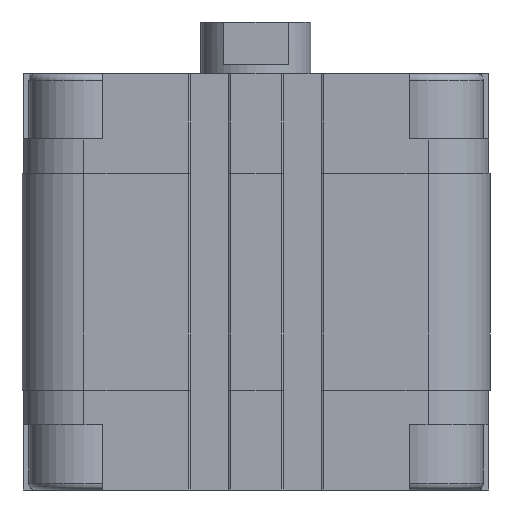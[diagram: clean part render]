
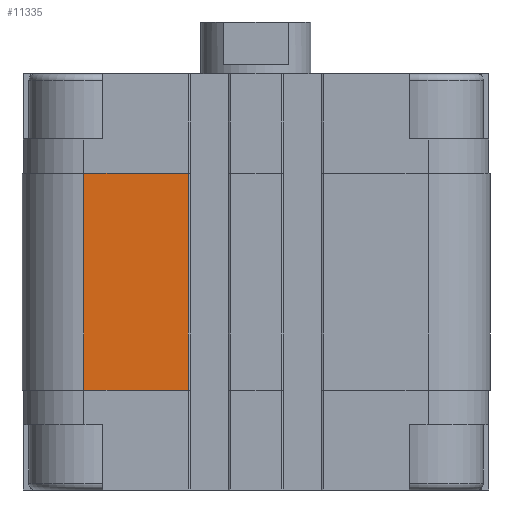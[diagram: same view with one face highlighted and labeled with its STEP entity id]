
A CAD part, front view. The second image highlights one B-rep face of the part: STEP entity #11335.
In plain terms, the highlighted face is planar.
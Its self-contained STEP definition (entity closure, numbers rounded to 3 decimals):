
#231=LINE('',#17196,#1285);
#547=LINE('',#18037,#1601);
#574=LINE('',#18130,#1628);
#575=LINE('',#18132,#1629);
#1285=VECTOR('',#13388,1000.);
#1601=VECTOR('',#14184,1000.);
#1628=VECTOR('',#14325,1000.);
#1629=VECTOR('',#14328,1000.);
#2283=PLANE('',#12268);
#4295=ORIENTED_EDGE('',*,*,#7133,.F.);
#4296=ORIENTED_EDGE('',*,*,#7179,.F.);
#4297=ORIENTED_EDGE('',*,*,#6706,.T.);
#4298=ORIENTED_EDGE('',*,*,#7180,.T.);
#6706=EDGE_CURVE('',#8355,#8354,#231,.T.);
#7133=EDGE_CURVE('',#8639,#8640,#547,.T.);
#7179=EDGE_CURVE('',#8355,#8639,#574,.T.);
#7180=EDGE_CURVE('',#8354,#8640,#575,.T.);
#8354=VERTEX_POINT('',#17195);
#8355=VERTEX_POINT('',#17197);
#8639=VERTEX_POINT('',#18036);
#8640=VERTEX_POINT('',#18038);
#9767=EDGE_LOOP('',(#4295,#4296,#4297,#4298));
#10541=FACE_BOUND('',#9767,.T.);
#11335=ADVANCED_FACE('',(#10541),#2283,.T.);
#12268=AXIS2_PLACEMENT_3D('',#18131,#14326,#14327);
#13388=DIRECTION('',(-1.,0.,0.));
#14184=DIRECTION('',(-1.,0.,0.));
#14325=DIRECTION('',(0.,0.,1.));
#14326=DIRECTION('',(0.,1.,0.));
#14327=DIRECTION('',(0.,0.,1.));
#14328=DIRECTION('',(0.,0.,1.));
#17195=CARTESIAN_POINT('',(9.85,34.,-46.));
#17196=CARTESIAN_POINT('',(25.,34.,-46.));
#17197=CARTESIAN_POINT('',(25.,34.,-46.));
#18036=CARTESIAN_POINT('',(25.,34.,-14.5));
#18037=CARTESIAN_POINT('',(25.,34.,-14.5));
#18038=CARTESIAN_POINT('',(9.85,34.,-14.5));
#18130=CARTESIAN_POINT('',(25.,34.,-46.));
#18131=CARTESIAN_POINT('',(25.,34.,-46.));
#18132=CARTESIAN_POINT('',(9.85,34.,-46.));
